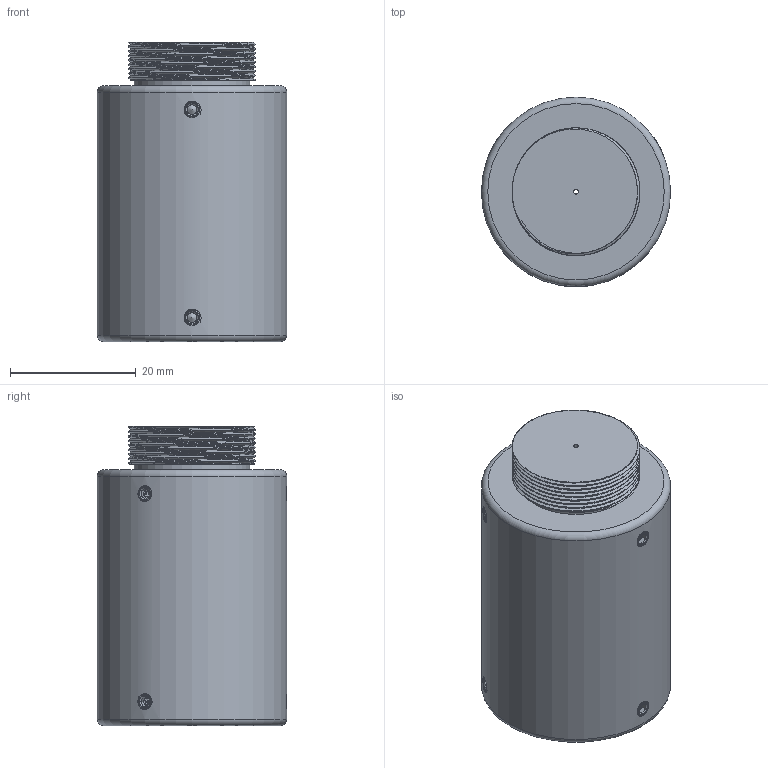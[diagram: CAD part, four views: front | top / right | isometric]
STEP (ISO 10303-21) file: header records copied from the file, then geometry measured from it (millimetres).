
FILE_DESCRIPTION(/* description */ (''),/* implementation_level */ '2;1');
FILE_NAME(/* name */ 'Aignment-Laser v6.step',/* time_stamp */ '2020-12-24T17:17:50+00:00',/* author */ (''),/* organization */ (''),/* preprocessor_version */ 'ST-DEVELOPER v18.1',/* originating_system */ 'Autodesk Translation Framework v9.7.1.1290',/* authorisation */ '');
FILE_SCHEMA (('AUTOMOTIVE_DESIGN { 1 0 10303 214 3 1 1 }'));
Length unit declared in the file: millimetre
Products named in the file (3): Aignment-Laser; SS3M6-Solidworks; Alignment Laser Housing
Assembly tree (7 placements, depth 2):
  Aignment-Laser
    SS3M6-Solidworks  x6
    Alignment Laser Housing
Bounding box: 30.05 x 30.05 x 47.5 mm (x, y, z)
Volume: 22743.8 mm3; surface area: 8878.4 mm2
Topology: 7 solids, 7 shells, 303 faces, 842 edges, 549 vertices
Faces by surface type: cylinder 168, plane 82, cone 31, bspline 14, torus 8
Full cylindrical faces by diameter (mm): 0.762 x1, 2.35 x66, 2.529 x6, 3 x54, 15.24 x1, 18.292 x1, 19.528 x8, 20.292 x8, 30.048 x1
Entity records: 6554 total; most frequent: CARTESIAN_POINT 4496, ORIENTED_EDGE 460, DIRECTION 326, EDGE_CURVE 230, VERTEX_POINT 154, AXIS2_PLACEMENT_3D 127, EDGE_LOOP 100, FACE_OUTER_BOUND 83
